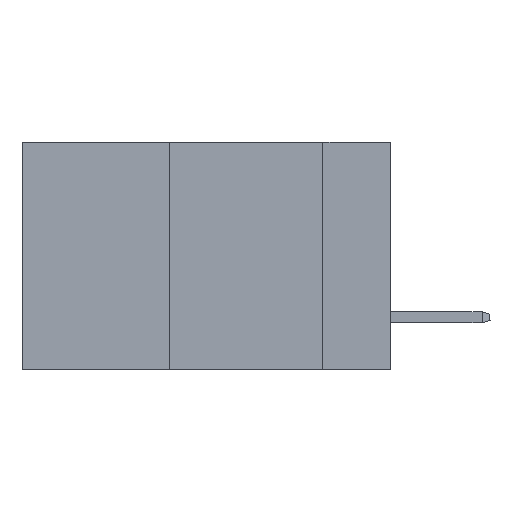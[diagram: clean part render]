
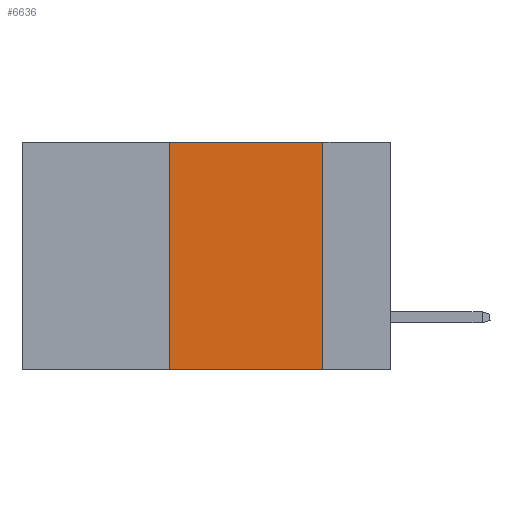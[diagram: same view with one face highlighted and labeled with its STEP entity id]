
A CAD part, left-side view. The second image highlights one B-rep face of the part: STEP entity #6636.
In plain terms, the highlighted planar face has unit normal (-1, 0, 0).
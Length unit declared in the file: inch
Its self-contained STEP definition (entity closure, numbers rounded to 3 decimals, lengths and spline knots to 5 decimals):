
#266 = DIRECTION ( 'NONE',  ( 0., -1., 0. ) ) ;
#344 = LINE ( 'NONE', #20455, #17084 ) ;
#1897 = EDGE_CURVE ( 'NONE', #4175, #3837, #3908, .T. ) ;
#1944 = DIRECTION ( 'NONE',  ( 0., 0., 1. ) ) ;
#2349 = ORIENTED_EDGE ( 'NONE', *, *, #1897, .F. ) ;
#3203 = DIRECTION ( 'NONE',  ( 0., 0., -1. ) ) ;
#3837 = VERTEX_POINT ( 'NONE', #20870 ) ;
#3908 = LINE ( 'NONE', #19349, #18285 ) ;
#4168 = VERTEX_POINT ( 'NONE', #5485 ) ;
#4175 = VERTEX_POINT ( 'NONE', #7537 ) ;
#4391 = VECTOR ( 'NONE', #15504, 39.37008 ) ;
#5485 = CARTESIAN_POINT ( 'NONE',  ( 0., 0.36, 0. ) ) ;
#6636 = ADVANCED_FACE ( 'NONE', ( #9984 ), #12134, .F. ) ;
#6975 = EDGE_CURVE ( 'NONE', #8547, #4168, #16018, .T. ) ;
#7419 = ORIENTED_EDGE ( 'NONE', *, *, #6975, .F. ) ;
#7537 = CARTESIAN_POINT ( 'NONE',  ( 0., 0.11, 0. ) ) ;
#8515 = AXIS2_PLACEMENT_3D ( 'NONE', #18016, #17783, #3203 ) ;
#8547 = VERTEX_POINT ( 'NONE', #21805 ) ;
#8969 = ORIENTED_EDGE ( 'NONE', *, *, #15802, .F. ) ;
#9083 = CARTESIAN_POINT ( 'NONE',  ( 0., 0.36, 0. ) ) ;
#9122 = VECTOR ( 'NONE', #1944, 39.37008 ) ;
#9984 = FACE_OUTER_BOUND ( 'NONE', #19282, .T. ) ;
#12134 = PLANE ( 'NONE',  #8515 ) ;
#12272 = DIRECTION ( 'NONE',  ( 0., 0., -1. ) ) ;
#12809 = EDGE_CURVE ( 'NONE', #8547, #3837, #344, .T. ) ;
#13582 = CARTESIAN_POINT ( 'NONE',  ( 0., 0.6, 0. ) ) ;
#15045 = ORIENTED_EDGE ( 'NONE', *, *, #12809, .T. ) ;
#15504 = DIRECTION ( 'NONE',  ( 0., -1., 0. ) ) ;
#15802 = EDGE_CURVE ( 'NONE', #4168, #4175, #17344, .T. ) ;
#16018 = LINE ( 'NONE', #9083, #9122 ) ;
#17084 = VECTOR ( 'NONE', #266, 39.37008 ) ;
#17344 = LINE ( 'NONE', #13582, #4391 ) ;
#17783 = DIRECTION ( 'NONE',  ( 1., 0., 0. ) ) ;
#18016 = CARTESIAN_POINT ( 'NONE',  ( 0., 0.6, 0. ) ) ;
#18285 = VECTOR ( 'NONE', #12272, 39.37008 ) ;
#19282 = EDGE_LOOP ( 'NONE', ( #2349, #8969, #7419, #15045 ) ) ;
#19349 = CARTESIAN_POINT ( 'NONE',  ( 0., 0.11, 0. ) ) ;
#20455 = CARTESIAN_POINT ( 'NONE',  ( 0., 0.6, -0.37 ) ) ;
#20870 = CARTESIAN_POINT ( 'NONE',  ( 0., 0.11, -0.37 ) ) ;
#21805 = CARTESIAN_POINT ( 'NONE',  ( 0., 0.36, -0.37 ) ) ;
